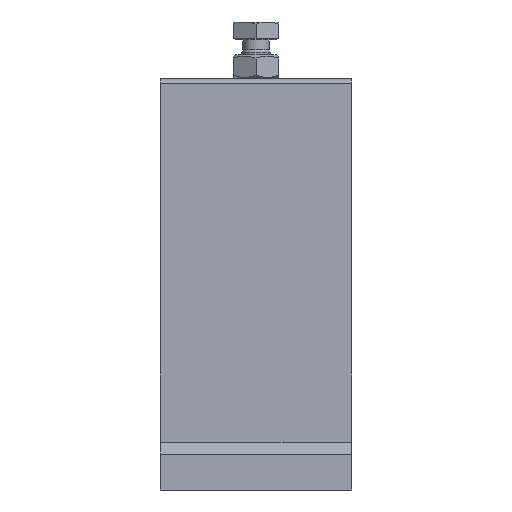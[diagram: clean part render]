
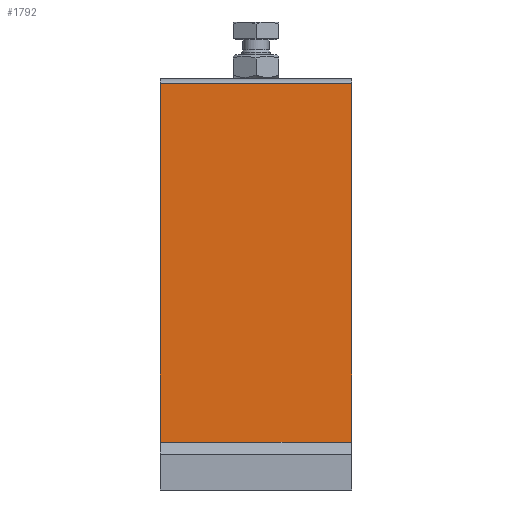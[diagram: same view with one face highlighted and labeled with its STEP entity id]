
A CAD part, left-side view. The second image highlights one B-rep face of the part: STEP entity #1792.
In plain terms, the highlighted face is planar.
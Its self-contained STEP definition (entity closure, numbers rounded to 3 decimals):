
#287=FACE_OUTER_BOUND($,#412,.T.);
#412=EDGE_LOOP($,(#1414,#1415,#1416,#1417));
#568=LINE($,#2811,#718);
#575=LINE($,#2837,#725);
#576=LINE($,#2840,#726);
#577=LINE($,#2841,#727);
#718=VECTOR($,#2277,155.2);
#725=VECTOR($,#2306,80.);
#726=VECTOR($,#2309,155.2);
#727=VECTOR($,#2310,80.);
#861=VERTEX_POINT($,#2808);
#862=VERTEX_POINT($,#2810);
#870=VERTEX_POINT($,#2835);
#871=VERTEX_POINT($,#2839);
#1058=EDGE_CURVE($,#862,#861,#568,.T.);
#1070=EDGE_CURVE($,#861,#870,#575,.T.);
#1071=EDGE_CURVE($,#870,#871,#576,.T.);
#1072=EDGE_CURVE($,#862,#871,#577,.T.);
#1414=ORIENTED_EDGE($,*,*,#1071,.T.);
#1415=ORIENTED_EDGE($,*,*,#1072,.F.);
#1416=ORIENTED_EDGE($,*,*,#1058,.T.);
#1417=ORIENTED_EDGE($,*,*,#1070,.T.);
#1710=PLANE($,#1949);
#1792=ADVANCED_FACE($,(#287),#1710,.T.);
#1949=AXIS2_PLACEMENT_3D($,#2838,#2307,#2308);
#2277=DIRECTION($,(0.,1.,0.));
#2306=DIRECTION($,(1.,0.,0.));
#2307=DIRECTION('center_axis',(0.,0.,-1.));
#2308=DIRECTION('ref_axis',(-1.,0.,0.));
#2309=DIRECTION($,(0.,-1.,0.));
#2310=DIRECTION($,(1.,0.,0.));
#2808=CARTESIAN_POINT('',(0.,78.6,0.));
#2810=CARTESIAN_POINT('',(0.,-76.6,0.));
#2811=CARTESIAN_POINT($,(0.,-76.6,0.));
#2835=CARTESIAN_POINT('',(80.,78.6,0.));
#2837=CARTESIAN_POINT($,(0.,78.6,0.));
#2838=CARTESIAN_POINT('Origin',(0.,78.6,0.));
#2839=CARTESIAN_POINT('',(80.,-76.6,0.));
#2840=CARTESIAN_POINT($,(80.,-76.6,0.));
#2841=CARTESIAN_POINT($,(0.,-76.6,0.));
